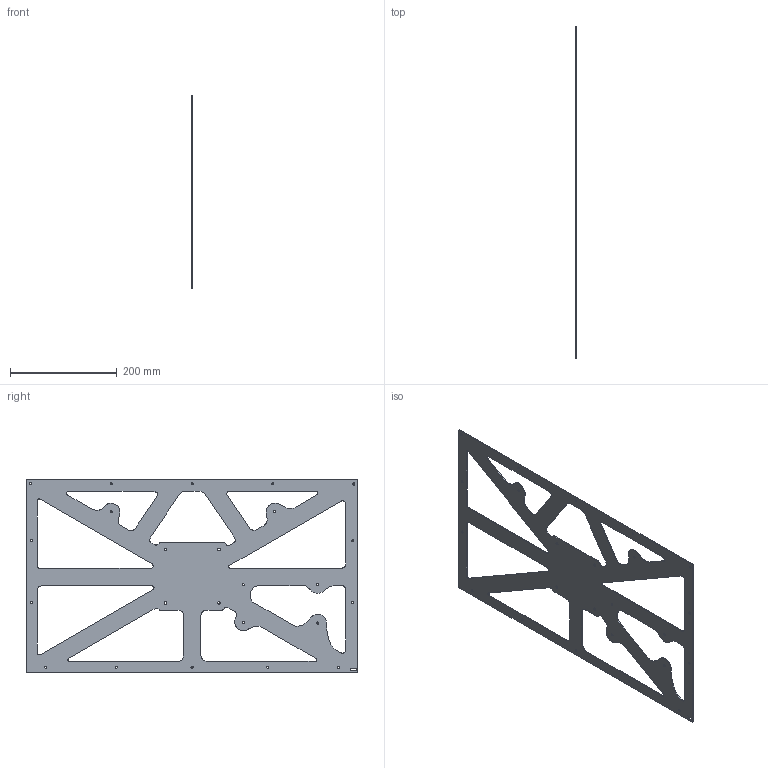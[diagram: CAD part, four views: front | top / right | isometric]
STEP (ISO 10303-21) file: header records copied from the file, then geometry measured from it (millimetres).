
FILE_DESCRIPTION(('HOOPS Exchange Step'),'2;1');
FILE_NAME('temp_export','2023-06-03T14:03:49-07:00',('james'),('Shapr3D Limited'),'HOOPS Exchange 2022.2','Shapr3D','Authorized');
FILE_SCHEMA( ('AUTOMOTIVE_DESIGN { 1 0 10303 214 1 1 1 1 }') );
Length unit declared in the file: millimetre
Products named in the file (2): BACK PANELS; root
Assembly tree (1 placements, depth 2):
  root
    BACK PANELS
Bounding box: 1.5 x 620.6 x 361.1 mm (x, y, z)
Volume: 177734.4 mm3; surface area: 247605.5 mm2
Topology: 1 solids, 1 shells, 125 faces, 417 edges, 294 vertices
Faces by surface type: bspline 52, plane 46, cylinder 27
Full cylindrical faces by diameter (mm): 4 x20, 5 x4
Entity records: 7296 total; most frequent: CARTESIAN_POINT 3702, ORIENTED_EDGE 834, DIRECTION 565, EDGE_CURVE 417, VERTEX_POINT 294, VECTOR 211, LINE 211, EDGE_LOOP 193
